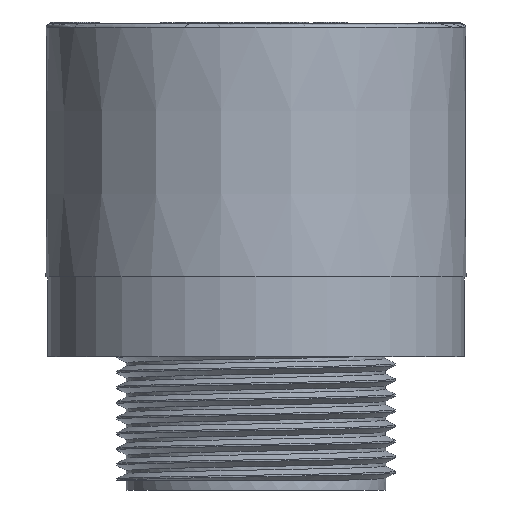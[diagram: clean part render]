
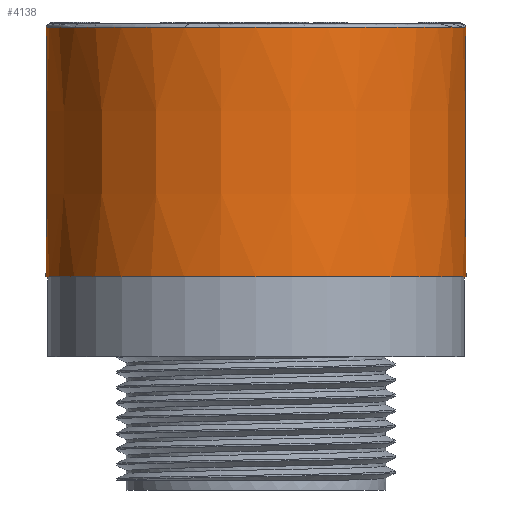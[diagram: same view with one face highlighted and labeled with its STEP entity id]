
A CAD part, front view. The second image highlights one B-rep face of the part: STEP entity #4138.
In plain terms, the highlighted conical face has half-angle 0.075 degrees and reference radius 31.5 mm.
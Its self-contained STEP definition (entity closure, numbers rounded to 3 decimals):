
#67=CONICAL_SURFACE('',#15543,31.5,0.075);
#4138=ADVANCED_FACE('',(#5808,#5809),#67,.T.);
#5808=FACE_BOUND('',#5893,.T.);
#5809=FACE_BOUND('',#5894,.T.);
#5893=EDGE_LOOP('',(#7344));
#5894=EDGE_LOOP('',(#7345));
#7344=ORIENTED_EDGE('',*,*,#13682,.F.);
#7345=ORIENTED_EDGE('',*,*,#13683,.T.);
#12086=VERTEX_POINT('',#24477);
#12087=VERTEX_POINT('',#24479);
#13682=EDGE_CURVE('',#12086,#12086,#15495,.T.);
#13683=EDGE_CURVE('',#12087,#12087,#15496,.T.);
#15495=CIRCLE('',#15541,31.55);
#15496=CIRCLE('',#15542,31.501);
#15541=AXIS2_PLACEMENT_3D('',#24476,#16430,#16431);
#15542=AXIS2_PLACEMENT_3D('',#24478,#16432,#16433);
#15543=AXIS2_PLACEMENT_3D('',#24480,#16434,#16435);
#16430=DIRECTION('',(0.,0.,-1.));
#16431=DIRECTION('',(0.,1.,0.));
#16432=DIRECTION('',(0.,0.,-1.));
#16433=DIRECTION('',(0.,-1.,0.));
#16434=DIRECTION('',(0.,0.,-1.));
#16435=DIRECTION('',(0.,1.,0.));
#24476=CARTESIAN_POINT('',(-57.,654.5,-14.504));
#24477=CARTESIAN_POINT('',(-57.,686.05,-14.504));
#24478=CARTESIAN_POINT('',(-57.,654.5,22.997));
#24479=CARTESIAN_POINT('',(-57.,622.999,22.997));
#24480=CARTESIAN_POINT('',(-57.,654.5,23.496));
